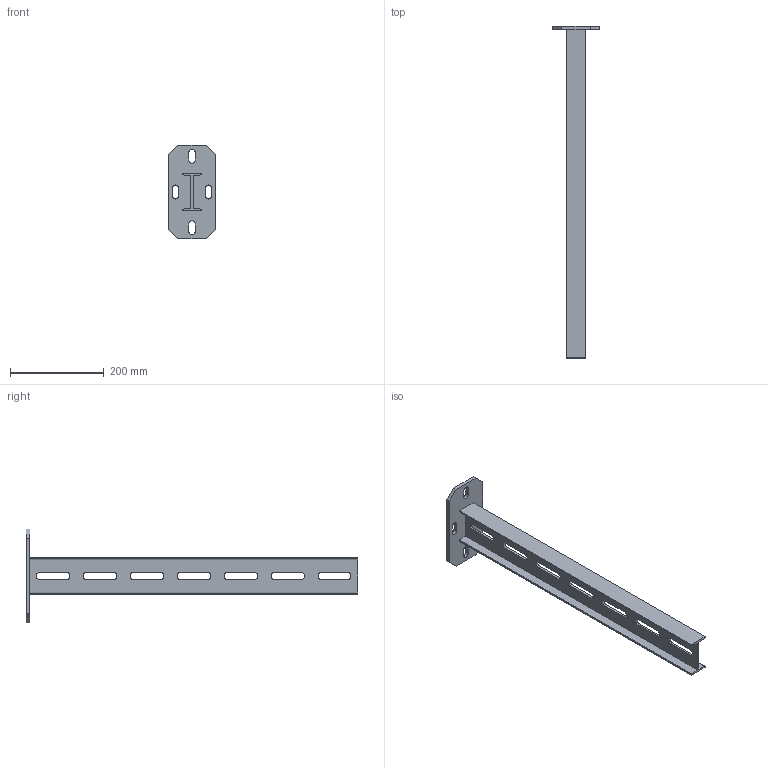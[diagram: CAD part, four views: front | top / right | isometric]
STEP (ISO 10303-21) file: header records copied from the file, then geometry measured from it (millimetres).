
FILE_DESCRIPTION((''),'2;1');
FILE_NAME('721670_ASM','2019-03-26T10:59:01',('tomasz.grudniewski'),(''),'CREO PARAMETRIC BY PTC INC, 2018400','CREO PARAMETRIC BY PTC INC, 2018400','');
FILE_SCHEMA(('CONFIG_CONTROL_DESIGN'));
Length unit declared in the file: millimetre
Products named in the file (3): PODSTAWA_WPDH_PRT; 700270_PRT; 721670_ASM
Assembly tree (2 placements, depth 2):
  721670_ASM
    PODSTAWA_WPDH_PRT
    700270_PRT
Bounding box: 100 x 708 x 200 mm (x, y, z)
Volume: 606386.1 mm3; surface area: 253599 mm2
Topology: 2 solids, 2 shells, 100 faces, 288 edges, 192 vertices
Faces by surface type: plane 64, cylinder 36
Entity records: 3416 total; most frequent: CARTESIAN_POINT 585, ORIENTED_EDGE 576, DIRECTION 570, EDGE_CURVE 288, VECTOR 216, LINE 216, VERTEX_POINT 192, AXIS2_PLACEMENT_3D 177
